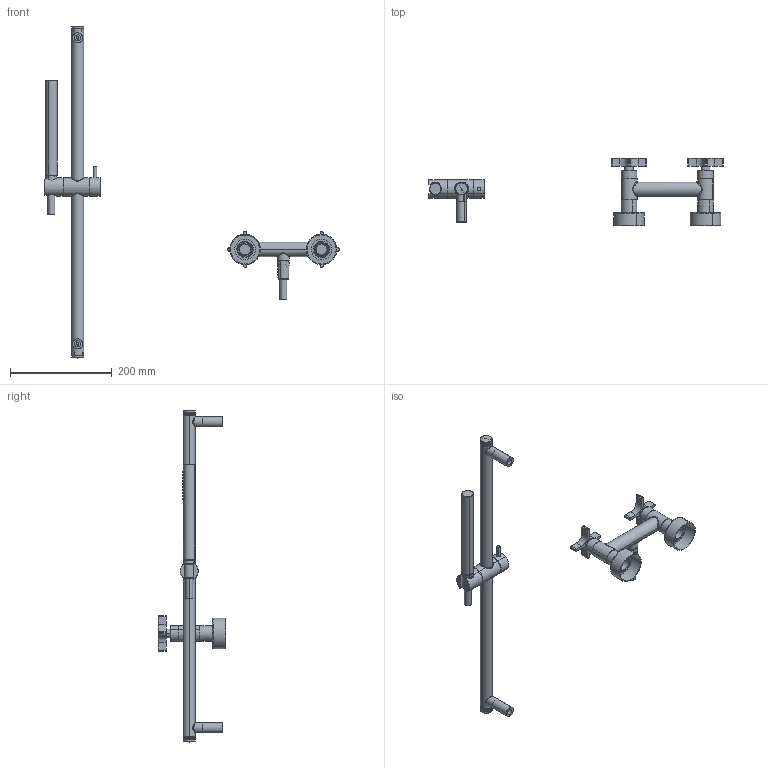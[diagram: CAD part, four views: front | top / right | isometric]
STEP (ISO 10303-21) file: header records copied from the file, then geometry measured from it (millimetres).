
FILE_DESCRIPTION(('CATIA V5 STEP Exchange','CAx-IF Rec.Pracs.--- Model Styling and Organization---1.5--- 2016-08-15','CAx-IF Rec.Pracs.---Supplemental Geometry---1.0---2011-11-01','CAx-IF Rec.Pracs.--- Composite Materials ---3.4---2017-06-13','CAx-IF Rec.Pracs.---Tessellated 3D Geometry---1.0---2015-12-17'),'2;1');
FILE_NAME('GS000460.stp','2023-02-03T13:47:16+00:00',('none'),('none'),'CATIA Version 5-6 Release 2020 SP2','CATIA V5 STEP AP242 v2','none');
FILE_SCHEMA(('AP242_MANAGED_MODEL_BASED_3D_ENGINEERING_MIM_LF {1 0 10303 442 1 1 4}'));
Length unit declared in the file: millimetre
Products named in the file (1): Product1_AllCATPart
Bounding box: 577.59 x 131.47 x 651 mm (x, y, z)
Volume: 457201.8 mm3; surface area: 255830.3 mm2
Topology: 21 solids, 23 shells, 740 faces, 1741 edges, 1140 vertices
Faces by surface type: cylinder 486, plane 130, cone 56, torus 38, bspline 18, sphere 12
Entity records: 26078 total; most frequent: CARTESIAN_POINT 11049, ORIENTED_EDGE 3450, DIRECTION 2031, EDGE_CURVE 1725, VERTEX_POINT 1140, AXIS2_PLACEMENT_3D 1049, EDGE_LOOP 891, ADVANCED_FACE 740
